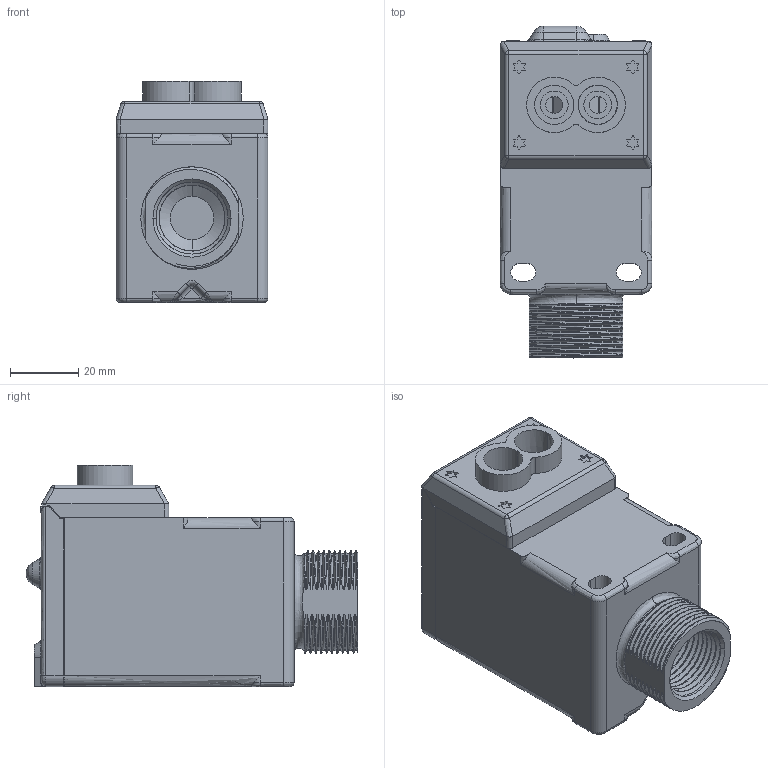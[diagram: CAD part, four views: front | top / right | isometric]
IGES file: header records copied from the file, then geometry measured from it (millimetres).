
Start section:  PTC IGES file: 165754.igs
Global section: file name: 165754.igs; native system: Pro/ENGINEER by Parametric Technology Corporation; preprocessor: 2009141; author: banengservice; organization: Unknown; date: 20120720.113659; units: inch
Bounding box: 44.45 x 97.08 x 64.69 mm (x, y, z)
Volume: 77921.6 mm3; surface area: 50220.6 mm2
Topology: 2 solids, 2 shells, 926 faces, 2416 edges, 1496 vertices
Faces by surface type: bspline 477, revolution 449
